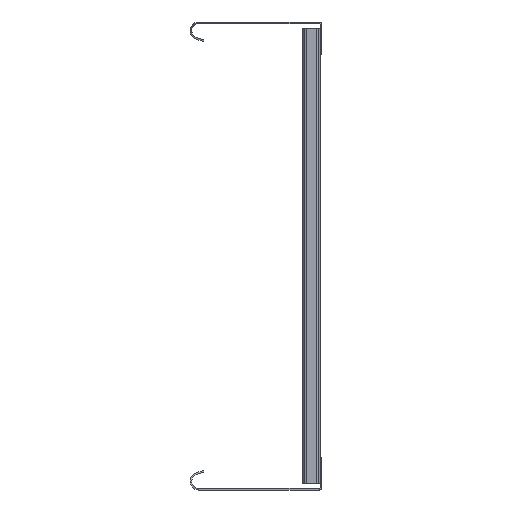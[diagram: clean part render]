
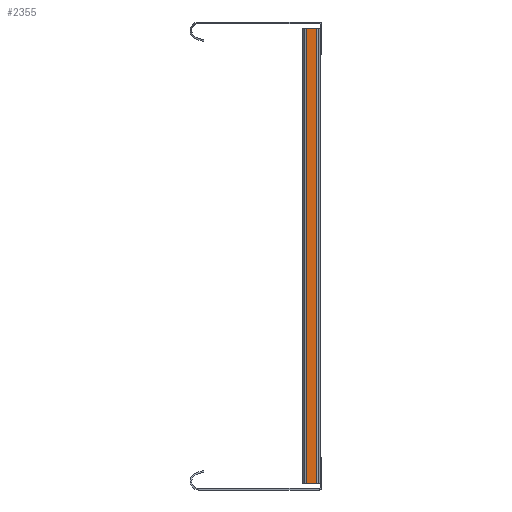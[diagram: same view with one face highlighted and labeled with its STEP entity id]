
A CAD part, left-side view. The second image highlights one B-rep face of the part: STEP entity #2355.
In plain terms, the highlighted planar face has unit normal (-1, 0, 0).
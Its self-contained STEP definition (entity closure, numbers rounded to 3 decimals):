
#217 = EDGE_CURVE ( 'NONE', #1031, #6420, #6248, .T. ) ;
#320 = DIRECTION ( 'NONE',  ( 0., 1., 0. ) ) ;
#409 = ORIENTED_EDGE ( 'NONE', *, *, #217, .T. ) ;
#544 = CARTESIAN_POINT ( 'NONE',  ( -15., 12., 196.5 ) ) ;
#571 = CARTESIAN_POINT ( 'NONE',  ( -15., 3., -196.5 ) ) ;
#743 = EDGE_CURVE ( 'NONE', #1031, #5381, #1981, .T. ) ;
#1031 = VERTEX_POINT ( 'NONE', #2122 ) ;
#1051 = CARTESIAN_POINT ( 'NONE',  ( -15., 3., -196.5 ) ) ;
#1057 = DIRECTION ( 'NONE',  ( 0., 1., 0. ) ) ;
#1077 = DIRECTION ( 'NONE',  ( 0., 0., 1. ) ) ;
#1580 = CARTESIAN_POINT ( 'NONE',  ( -15., 3., 196.5 ) ) ;
#1981 = LINE ( 'NONE', #571, #3050 ) ;
#2122 = CARTESIAN_POINT ( 'NONE',  ( -15., 3., -196.5 ) ) ;
#2168 = VERTEX_POINT ( 'NONE', #544 ) ;
#2249 = DIRECTION ( 'NONE',  ( 1., 0., 0. ) ) ;
#2325 = CARTESIAN_POINT ( 'NONE',  ( -15., 3., 196.5 ) ) ;
#2355 = ADVANCED_FACE ( 'NONE', ( #4512 ), #5198, .F. ) ;
#2592 = EDGE_LOOP ( 'NONE', ( #3562, #3559, #5568, #409 ) ) ;
#2716 = VECTOR ( 'NONE', #5539, 1000. ) ;
#2812 = EDGE_CURVE ( 'NONE', #5381, #2168, #3618, .T. ) ;
#2915 = VECTOR ( 'NONE', #320, 1000. ) ;
#2944 = LINE ( 'NONE', #2325, #2915 ) ;
#2964 = EDGE_CURVE ( 'NONE', #6420, #2168, #2944, .T. ) ;
#3050 = VECTOR ( 'NONE', #1057, 1000. ) ;
#3540 = VECTOR ( 'NONE', #1077, 1000. ) ;
#3559 = ORIENTED_EDGE ( 'NONE', *, *, #2812, .F. ) ;
#3562 = ORIENTED_EDGE ( 'NONE', *, *, #2964, .T. ) ;
#3618 = LINE ( 'NONE', #5043, #3540 ) ;
#4512 = FACE_OUTER_BOUND ( 'NONE', #2592, .T. ) ;
#4561 = CARTESIAN_POINT ( 'NONE',  ( -15., 3., -196.5 ) ) ;
#5043 = CARTESIAN_POINT ( 'NONE',  ( -15., 12., -196.5 ) ) ;
#5198 = PLANE ( 'NONE',  #6812 ) ;
#5381 = VERTEX_POINT ( 'NONE', #7260 ) ;
#5539 = DIRECTION ( 'NONE',  ( 0., 0., 1. ) ) ;
#5568 = ORIENTED_EDGE ( 'NONE', *, *, #743, .F. ) ;
#6248 = LINE ( 'NONE', #1051, #2716 ) ;
#6420 = VERTEX_POINT ( 'NONE', #1580 ) ;
#6450 = DIRECTION ( 'NONE',  ( 0., 0., -1. ) ) ;
#6812 = AXIS2_PLACEMENT_3D ( 'NONE', #4561, #2249, #6450 ) ;
#7260 = CARTESIAN_POINT ( 'NONE',  ( -15., 12., -196.5 ) ) ;
